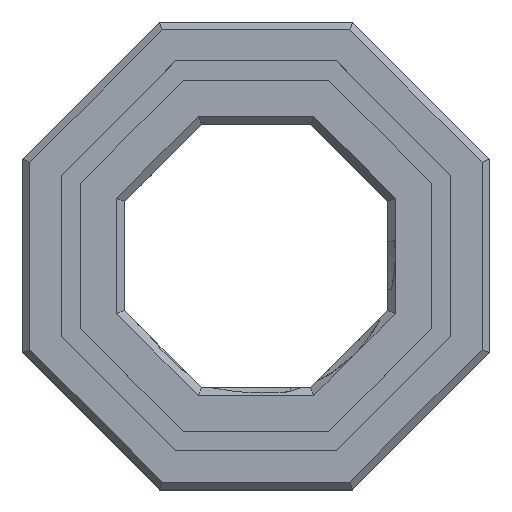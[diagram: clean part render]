
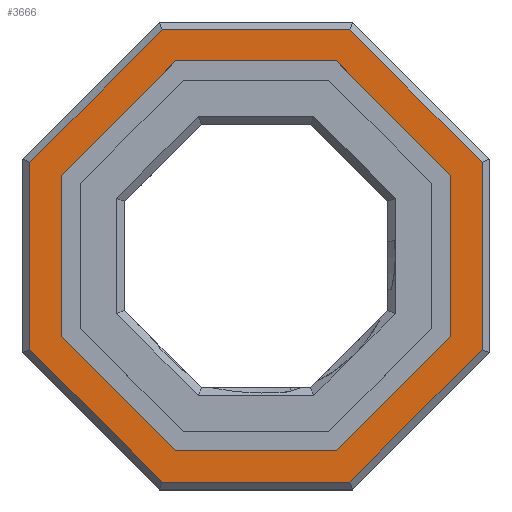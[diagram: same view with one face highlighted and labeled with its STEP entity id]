
A CAD part, top view. The second image highlights one B-rep face of the part: STEP entity #3666.
In plain terms, the highlighted planar face has unit normal (0, 0, 1).
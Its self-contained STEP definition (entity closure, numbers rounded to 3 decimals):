
#95=FACE_BOUND('',#815,.T.);
#401=PLANE('',#3840);
#604=FACE_OUTER_BOUND('',#814,.T.);
#814=EDGE_LOOP('',(#3294,#3295,#3296,#3297,#3298,#3299,#3300,#3301));
#815=EDGE_LOOP('',(#3302,#3303,#3304,#3305,#3306,#3307,#3308,#3309));
#1082=LINE('',#7602,#1398);
#1086=LINE('',#7610,#1402);
#1089=LINE('',#7616,#1405);
#1092=LINE('',#7622,#1408);
#1095=LINE('',#7628,#1411);
#1098=LINE('',#7634,#1414);
#1101=LINE('',#7640,#1417);
#1104=LINE('',#7645,#1420);
#1106=LINE('',#7651,#1422);
#1107=LINE('',#7653,#1423);
#1108=LINE('',#7655,#1424);
#1109=LINE('',#7657,#1425);
#1110=LINE('',#7659,#1426);
#1111=LINE('',#7661,#1427);
#1112=LINE('',#7663,#1428);
#1113=LINE('',#7664,#1429);
#1398=VECTOR('',#4366,10.);
#1402=VECTOR('',#4372,10.);
#1405=VECTOR('',#4377,10.);
#1408=VECTOR('',#4382,10.);
#1411=VECTOR('',#4387,10.);
#1414=VECTOR('',#4392,10.);
#1417=VECTOR('',#4397,10.);
#1420=VECTOR('',#4402,10.);
#1422=VECTOR('',#4408,10.);
#1423=VECTOR('',#4409,10.);
#1424=VECTOR('',#4410,10.);
#1425=VECTOR('',#4411,10.);
#1426=VECTOR('',#4412,10.);
#1427=VECTOR('',#4413,10.);
#1428=VECTOR('',#4414,10.);
#1429=VECTOR('',#4415,10.);
#1812=VERTEX_POINT('',#7600);
#1813=VERTEX_POINT('',#7601);
#1816=VERTEX_POINT('',#7609);
#1818=VERTEX_POINT('',#7615);
#1820=VERTEX_POINT('',#7621);
#1822=VERTEX_POINT('',#7627);
#1824=VERTEX_POINT('',#7633);
#1826=VERTEX_POINT('',#7639);
#1828=VERTEX_POINT('',#7649);
#1829=VERTEX_POINT('',#7650);
#1830=VERTEX_POINT('',#7652);
#1831=VERTEX_POINT('',#7654);
#1832=VERTEX_POINT('',#7656);
#1833=VERTEX_POINT('',#7658);
#1834=VERTEX_POINT('',#7660);
#1835=VERTEX_POINT('',#7662);
#2318=EDGE_CURVE('',#1812,#1813,#1082,.T.);
#2322=EDGE_CURVE('',#1816,#1812,#1086,.T.);
#2325=EDGE_CURVE('',#1818,#1816,#1089,.T.);
#2328=EDGE_CURVE('',#1820,#1818,#1092,.T.);
#2331=EDGE_CURVE('',#1822,#1820,#1095,.T.);
#2334=EDGE_CURVE('',#1824,#1822,#1098,.T.);
#2337=EDGE_CURVE('',#1826,#1824,#1101,.T.);
#2340=EDGE_CURVE('',#1813,#1826,#1104,.T.);
#2342=EDGE_CURVE('',#1828,#1829,#1106,.T.);
#2343=EDGE_CURVE('',#1830,#1828,#1107,.T.);
#2344=EDGE_CURVE('',#1831,#1830,#1108,.T.);
#2345=EDGE_CURVE('',#1832,#1831,#1109,.T.);
#2346=EDGE_CURVE('',#1833,#1832,#1110,.T.);
#2347=EDGE_CURVE('',#1834,#1833,#1111,.T.);
#2348=EDGE_CURVE('',#1835,#1834,#1112,.T.);
#2349=EDGE_CURVE('',#1829,#1835,#1113,.T.);
#3294=ORIENTED_EDGE('',*,*,#2342,.F.);
#3295=ORIENTED_EDGE('',*,*,#2343,.F.);
#3296=ORIENTED_EDGE('',*,*,#2344,.F.);
#3297=ORIENTED_EDGE('',*,*,#2345,.F.);
#3298=ORIENTED_EDGE('',*,*,#2346,.F.);
#3299=ORIENTED_EDGE('',*,*,#2347,.F.);
#3300=ORIENTED_EDGE('',*,*,#2348,.F.);
#3301=ORIENTED_EDGE('',*,*,#2349,.F.);
#3302=ORIENTED_EDGE('',*,*,#2318,.T.);
#3303=ORIENTED_EDGE('',*,*,#2340,.T.);
#3304=ORIENTED_EDGE('',*,*,#2337,.T.);
#3305=ORIENTED_EDGE('',*,*,#2334,.T.);
#3306=ORIENTED_EDGE('',*,*,#2331,.T.);
#3307=ORIENTED_EDGE('',*,*,#2328,.T.);
#3308=ORIENTED_EDGE('',*,*,#2325,.T.);
#3309=ORIENTED_EDGE('',*,*,#2322,.T.);
#3666=ADVANCED_FACE('',(#604,#95),#401,.T.);
#3840=AXIS2_PLACEMENT_3D('',#7648,#4406,#4407);
#4366=DIRECTION('',(0.,-1.,0.));
#4372=DIRECTION('',(0.707,-0.707,0.));
#4377=DIRECTION('',(1.,0.,0.));
#4382=DIRECTION('',(0.707,0.707,0.));
#4387=DIRECTION('',(0.,1.,0.));
#4392=DIRECTION('',(-0.707,0.707,0.));
#4397=DIRECTION('',(-1.,0.,0.));
#4402=DIRECTION('',(-0.707,-0.707,0.));
#4406=DIRECTION('center_axis',(0.,0.,1.));
#4407=DIRECTION('ref_axis',(1.,0.,0.));
#4408=DIRECTION('',(-0.707,-0.707,0.));
#4409=DIRECTION('',(0.,-1.,0.));
#4410=DIRECTION('',(0.707,-0.707,0.));
#4411=DIRECTION('',(1.,0.,0.));
#4412=DIRECTION('',(0.707,0.707,0.));
#4413=DIRECTION('',(0.,1.,0.));
#4414=DIRECTION('',(-0.707,0.707,0.));
#4415=DIRECTION('',(-1.,0.,0.));
#7600=CARTESIAN_POINT('',(10.,4.142,9.));
#7601=CARTESIAN_POINT('',(10.,-4.142,9.));
#7602=CARTESIAN_POINT('',(10.,2.071,9.));
#7609=CARTESIAN_POINT('',(4.142,10.,9.));
#7610=CARTESIAN_POINT('',(7.269,6.873,9.));
#7615=CARTESIAN_POINT('',(-4.142,10.,9.));
#7616=CARTESIAN_POINT('',(1.254,10.,9.));
#7621=CARTESIAN_POINT('',(-10.,4.142,9.));
#7622=CARTESIAN_POINT('',(-6.873,7.269,9.));
#7627=CARTESIAN_POINT('',(-10.,-4.142,9.));
#7628=CARTESIAN_POINT('',(-10.,-2.071,9.));
#7633=CARTESIAN_POINT('',(-4.142,-10.,9.));
#7634=CARTESIAN_POINT('',(-3.944,-10.198,9.));
#7639=CARTESIAN_POINT('',(4.142,-10.,9.));
#7640=CARTESIAN_POINT('',(5.396,-10.,9.));
#7645=CARTESIAN_POINT('',(10.198,-3.944,9.));
#7648=CARTESIAN_POINT('Origin',(6.65,0.,9.));
#7649=CARTESIAN_POINT('',(11.6,-4.805,9.));
#7650=CARTESIAN_POINT('',(4.805,-11.6,9.));
#7651=CARTESIAN_POINT('',(8.876,-7.528,9.));
#7652=CARTESIAN_POINT('',(11.6,4.805,9.));
#7653=CARTESIAN_POINT('',(11.6,0.,9.));
#7654=CARTESIAN_POINT('',(4.805,11.6,9.));
#7655=CARTESIAN_POINT('',(10.853,5.551,9.));
#7656=CARTESIAN_POINT('',(-4.805,11.6,9.));
#7657=CARTESIAN_POINT('',(4.723,11.6,9.));
#7658=CARTESIAN_POINT('',(-11.6,4.805,9.));
#7659=CARTESIAN_POINT('',(-5.551,10.853,9.));
#7660=CARTESIAN_POINT('',(-11.6,-4.805,9.));
#7661=CARTESIAN_POINT('',(-11.6,1.398,9.));
#7662=CARTESIAN_POINT('',(-4.805,-11.6,9.));
#7663=CARTESIAN_POINT('',(-7.528,-8.876,9.));
#7664=CARTESIAN_POINT('',(1.927,-11.6,9.));
